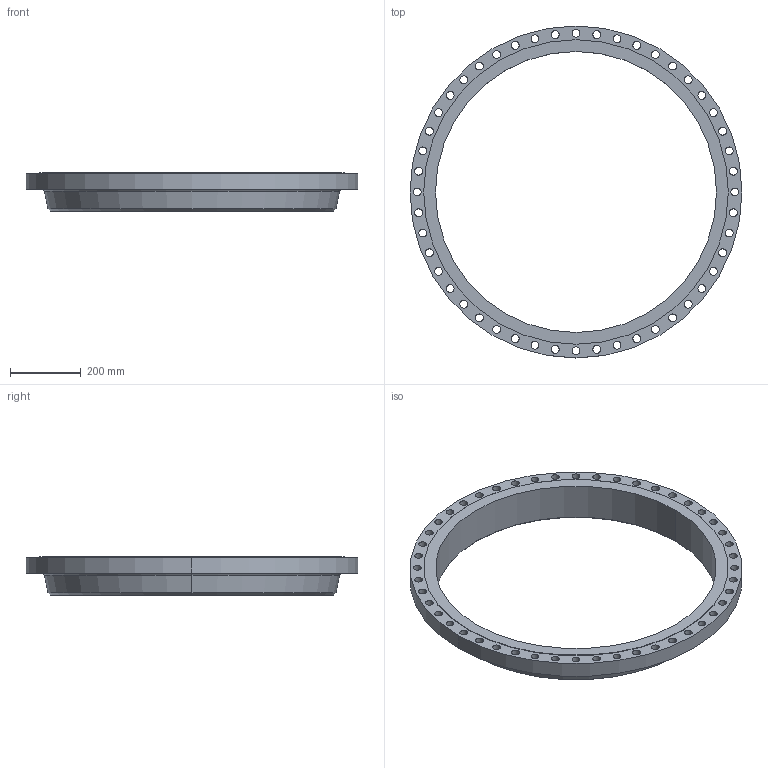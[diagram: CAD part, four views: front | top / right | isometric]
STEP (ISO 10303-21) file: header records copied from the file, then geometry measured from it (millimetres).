
FILE_DESCRIPTION (( 'STEP AP203' ), '1' );
FILE_NAME ('32_150_B1647B_RF_WNF_OB_S10.STEP', '2024-01-18T01:57:48', ( '' ), ( '' ), 'SwSTEP 2.0', 'SolidWorks 2023', '' );
FILE_SCHEMA (( 'CONFIG_CONTROL_DESIGN' ));
Length unit declared in the file: inch
Products named in the file (1): 32_150_B1647B_RF_WNF_OB_S10
Bounding box: 941.39 x 941.39 x 107.95 mm (x, y, z)
Volume: 10424450.4 mm3; surface area: 1029967.4 mm2
Topology: 1 solids, 1 shells, 112 faces, 320 edges, 212 vertices
Faces by surface type: cylinder 102, cone 4, plane 4, torus 2
Entity records: 4061 total; most frequent: DIRECTION 760, CARTESIAN_POINT 645, ORIENTED_EDGE 640, AXIS2_PLACEMENT_3D 327, EDGE_CURVE 320, CIRCLE 214, VERTEX_POINT 212, EDGE_LOOP 212
